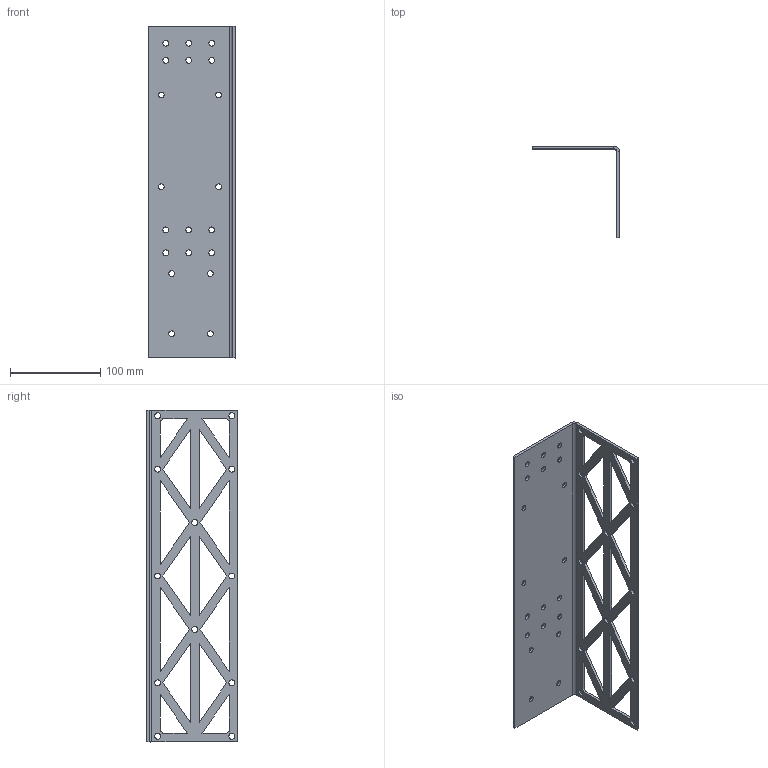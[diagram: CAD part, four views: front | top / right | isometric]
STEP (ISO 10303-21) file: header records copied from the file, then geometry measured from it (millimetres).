
FILE_DESCRIPTION(/* description */ (''),/* implementation_level */ '2;1');
FILE_NAME(/* name */ 'NEMA34_gearbox_sheetMetaMount.stp',/* time_stamp */ '2024-04-02T15:36:54-04:00',/* author */ ('seene'),/* organization */ (''),/* preprocessor_version */ 'ST-DEVELOPER v19.2',/* originating_system */ 'Autodesk Inventor 2024',/* authorisation */ '');
FILE_SCHEMA (('AUTOMOTIVE_DESIGN { 1 0 10303 214 3 1 1 }'));
Length unit declared in the file: inch
Products named in the file (1): NEMA34_gearbox_sheetMetaMount
Bounding box: 95.99 x 100.92 x 367.13 mm (x, y, z)
Volume: 161235.9 mm3; surface area: 118747 mm2
Topology: 1 solids, 1 shells, 92 faces, 262 edges, 172 vertices
Faces by surface type: plane 54, cylinder 38
Full cylindrical faces by diameter (mm): 6.35 x20, 6.604 x12
Entity records: 3227 total; most frequent: CARTESIAN_POINT 527, ORIENTED_EDGE 524, DIRECTION 524, EDGE_CURVE 262, LINE 186, VECTOR 186, EDGE_LOOP 184, VERTEX_POINT 172
